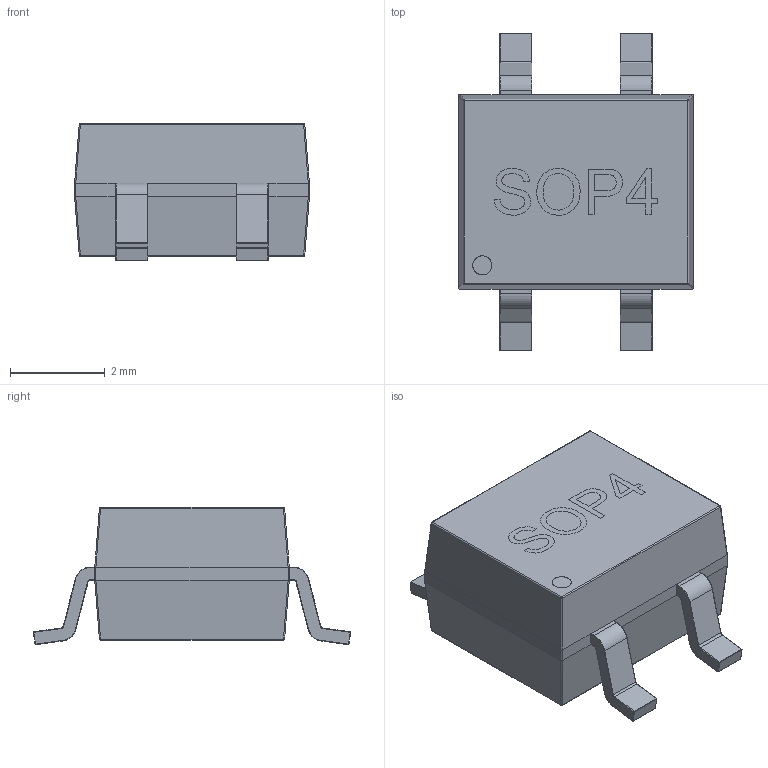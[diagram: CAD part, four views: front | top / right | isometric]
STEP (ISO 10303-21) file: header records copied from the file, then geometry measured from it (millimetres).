
FILE_DESCRIPTION (( 'STEP AP214' ), '1' );
FILE_NAME ('User Library-SOP254P665X290.STEP', '2016-03-28T10:07:54', ( 'Windows User' ), ( '' ), 'SwSTEP 2.0', 'SolidWorks 2016', '' );
FILE_SCHEMA (( 'AUTOMOTIVE_DESIGN' ));
Length unit declared in the file: centimetre
Products named in the file (1): User Library-SOP254P665X290
Bounding box: 4.95 x 6.69 x 2.9 mm (x, y, z)
Surface area: 103 mm2 (no closed solid volume)
Topology: 0 solids, 3 shells, 224 faces, 568 edges, 334 vertices
Faces by surface type: cylinder 102, plane 62, bspline 60
Entity records: 9831 total; most frequent: CARTESIAN_POINT 2425, ORIENTED_EDGE 1088, DIRECTION 956, EDGE_CURVE 548, AXIS2_PLACEMENT_3D 361, VERTEX_POINT 334, LINE 234, VECTOR 234
